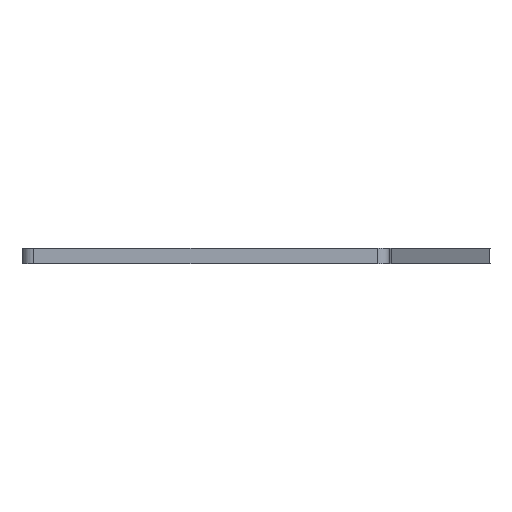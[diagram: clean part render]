
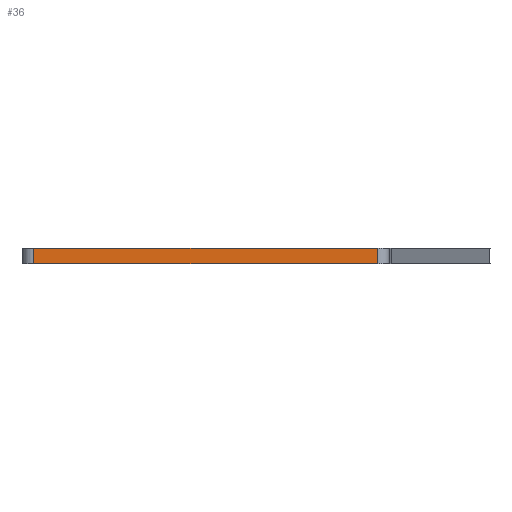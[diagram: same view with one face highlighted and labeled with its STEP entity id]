
A CAD part, left-side view. The second image highlights one B-rep face of the part: STEP entity #36.
In plain terms, the highlighted planar face has unit normal (-1, 0, 0).
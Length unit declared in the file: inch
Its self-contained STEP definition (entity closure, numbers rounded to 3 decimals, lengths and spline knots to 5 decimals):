
#36=ADVANCED_FACE('',(#82),#699,.T.);
#82=FACE_OUTER_BOUND('',#128,.T.);
#128=EDGE_LOOP('',(#249,#250,#251,#252));
#249=ORIENTED_EDGE('',*,*,#387,.T.);
#250=ORIENTED_EDGE('',*,*,#415,.F.);
#251=ORIENTED_EDGE('',*,*,#401,.F.);
#252=ORIENTED_EDGE('',*,*,#416,.T.);
#387=EDGE_CURVE('',#608,#607,#551,.T.);
#401=EDGE_CURVE('',#622,#621,#558,.T.);
#415=EDGE_CURVE('',#621,#607,#505,.T.);
#416=EDGE_CURVE('',#622,#608,#566,.T.);
#505=(
BOUNDED_CURVE()
B_SPLINE_CURVE(1,(#1133,#1134),.UNSPECIFIED.,.F.,.F.)
B_SPLINE_CURVE_WITH_KNOTS((2,2),(0.23,0.34811),.UNSPECIFIED.)
CURVE()
GEOMETRIC_REPRESENTATION_ITEM()
RATIONAL_B_SPLINE_CURVE((1.,1.))
REPRESENTATION_ITEM('')
);
#551=B_SPLINE_CURVE_WITH_KNOTS('',1,(#1068,#1069),.UNSPECIFIED.,.F.,.F.,
(2,2),(-22.5788,-18.9861),.UNSPECIFIED.);
#558=B_SPLINE_CURVE_WITH_KNOTS('',1,(#1103,#1104),.UNSPECIFIED.,.F.,.F.,
(2,2),(-22.5788,-18.9861),.UNSPECIFIED.);
#566=B_SPLINE_CURVE_WITH_KNOTS('',1,(#1135,#1136),.UNSPECIFIED.,.F.,.F.,
(2,2),(0.23,0.34811),.UNSPECIFIED.);
#607=VERTEX_POINT('',#981);
#608=VERTEX_POINT('',#982);
#621=VERTEX_POINT('',#995);
#622=VERTEX_POINT('',#996);
#699=PLANE('',#740);
#740=AXIS2_PLACEMENT_3D('',#812,#761,$);
#761=DIRECTION('',(-1.,0.,0.));
#812=CARTESIAN_POINT('',(0.12496,-2.86929,0.));
#981=CARTESIAN_POINT('',(0.12496,-2.86929,-0.34811));
#982=CARTESIAN_POINT('',(0.12496,-0.21496,-0.34811));
#995=CARTESIAN_POINT('',(0.12496,-2.86929,-0.23));
#996=CARTESIAN_POINT('',(0.12496,-0.21496,-0.23));
#1068=CARTESIAN_POINT('',(0.12496,-0.21496,-0.34811));
#1069=CARTESIAN_POINT('',(0.12496,-2.86929,-0.34811));
#1103=CARTESIAN_POINT('',(0.12496,-0.21496,-0.23));
#1104=CARTESIAN_POINT('',(0.12496,-2.86929,-0.23));
#1133=CARTESIAN_POINT('',(0.12496,-2.86929,-0.23));
#1134=CARTESIAN_POINT('',(0.12496,-2.86929,-0.34811));
#1135=CARTESIAN_POINT('',(0.12496,-0.21496,-0.23));
#1136=CARTESIAN_POINT('',(0.12496,-0.21496,-0.34811));
